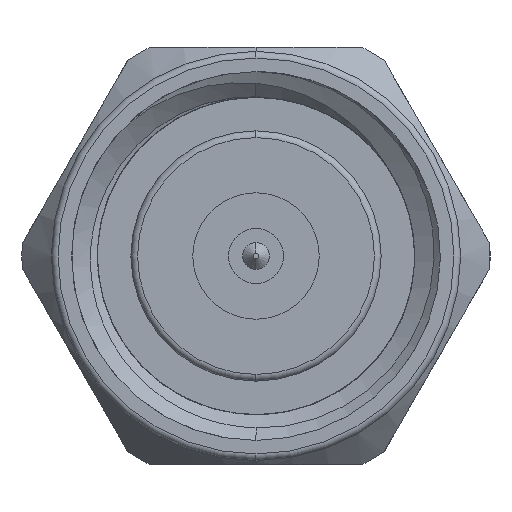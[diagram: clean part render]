
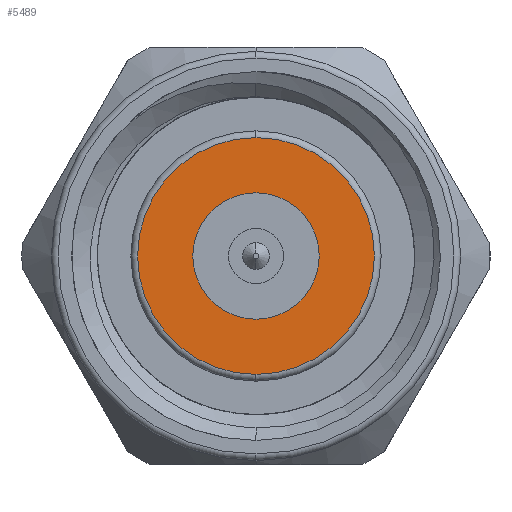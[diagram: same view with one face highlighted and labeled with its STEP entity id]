
A CAD part, left-side view. The second image highlights one B-rep face of the part: STEP entity #5489.
In plain terms, the highlighted planar face has unit normal (-1, 0, 0).
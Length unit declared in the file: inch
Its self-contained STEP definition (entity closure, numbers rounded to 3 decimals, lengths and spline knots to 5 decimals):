
#137 = EDGE_CURVE ( 'NONE', #7054, #3622, #4609, .T. ) ;
#169 = CARTESIAN_POINT ( 'NONE',  ( 0.06, 0., 0.0885 ) ) ;
#287 = CIRCLE ( 'NONE', #3584, 0.0885 ) ;
#340 = DIRECTION ( 'NONE',  ( 0., 0., -1. ) ) ;
#787 = DIRECTION ( 'NONE',  ( -1., 0., 0. ) ) ;
#822 = CIRCLE ( 'NONE', #4545, 0.04724 ) ;
#881 = FACE_BOUND ( 'NONE', #7113, .T. ) ;
#904 = ORIENTED_EDGE ( 'NONE', *, *, #3714, .T. ) ;
#1232 = CARTESIAN_POINT ( 'NONE',  ( 0.06, 0., 0. ) ) ;
#1552 = CARTESIAN_POINT ( 'NONE',  ( 0.06, 0., 0.04724 ) ) ;
#2298 = CARTESIAN_POINT ( 'NONE',  ( 0.06, 0., -0.04724 ) ) ;
#2315 = DIRECTION ( 'NONE',  ( -1., 0., 0. ) ) ;
#2351 = DIRECTION ( 'NONE',  ( 0., 0., -1. ) ) ;
#2422 = CARTESIAN_POINT ( 'NONE',  ( 0.06, 0., -0.0885 ) ) ;
#2845 = DIRECTION ( 'NONE',  ( 0., 0., -1. ) ) ;
#3319 = AXIS2_PLACEMENT_3D ( 'NONE', #4607, #4099, #2351 ) ;
#3584 = AXIS2_PLACEMENT_3D ( 'NONE', #1232, #2315, #2845 ) ;
#3585 = DIRECTION ( 'NONE',  ( -1., 0., 0. ) ) ;
#3622 = VERTEX_POINT ( 'NONE', #2298 ) ;
#3659 = CARTESIAN_POINT ( 'NONE',  ( 0.06, 0., 0. ) ) ;
#3711 = CARTESIAN_POINT ( 'NONE',  ( 0.06, 0., 0. ) ) ;
#3714 = EDGE_CURVE ( 'NONE', #4744, #4871, #5023, .T. ) ;
#3839 = DIRECTION ( 'NONE',  ( 1., 0., 0. ) ) ;
#3932 = FACE_OUTER_BOUND ( 'NONE', #6860, .T. ) ;
#4037 = ORIENTED_EDGE ( 'NONE', *, *, #137, .F. ) ;
#4099 = DIRECTION ( 'NONE',  ( -1., 0., 0. ) ) ;
#4120 = CARTESIAN_POINT ( 'NONE',  ( 0.06, 0., 0. ) ) ;
#4545 = AXIS2_PLACEMENT_3D ( 'NONE', #3659, #3585, #340 ) ;
#4607 = CARTESIAN_POINT ( 'NONE',  ( 0.06, 0., 0. ) ) ;
#4609 = CIRCLE ( 'NONE', #5932, 0.04724 ) ;
#4674 = DIRECTION ( 'NONE',  ( 0., 0., -1. ) ) ;
#4744 = VERTEX_POINT ( 'NONE', #169 ) ;
#4871 = VERTEX_POINT ( 'NONE', #2422 ) ;
#4899 = ORIENTED_EDGE ( 'NONE', *, *, #5659, .T. ) ;
#5023 = CIRCLE ( 'NONE', #3319, 0.0885 ) ;
#5363 = ORIENTED_EDGE ( 'NONE', *, *, #7005, .F. ) ;
#5489 = ADVANCED_FACE ( 'NONE', ( #881, #3932 ), #7063, .F. ) ;
#5659 = EDGE_CURVE ( 'NONE', #4871, #4744, #287, .T. ) ;
#5844 = AXIS2_PLACEMENT_3D ( 'NONE', #3711, #3839, #7149 ) ;
#5932 = AXIS2_PLACEMENT_3D ( 'NONE', #4120, #787, #4674 ) ;
#6860 = EDGE_LOOP ( 'NONE', ( #4899, #904 ) ) ;
#7005 = EDGE_CURVE ( 'NONE', #3622, #7054, #822, .T. ) ;
#7054 = VERTEX_POINT ( 'NONE', #1552 ) ;
#7063 = PLANE ( 'NONE',  #5844 ) ;
#7113 = EDGE_LOOP ( 'NONE', ( #5363, #4037 ) ) ;
#7149 = DIRECTION ( 'NONE',  ( 0., 0., -1. ) ) ;
